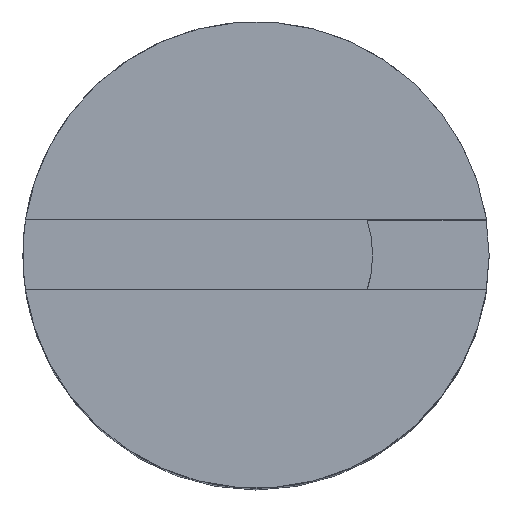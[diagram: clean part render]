
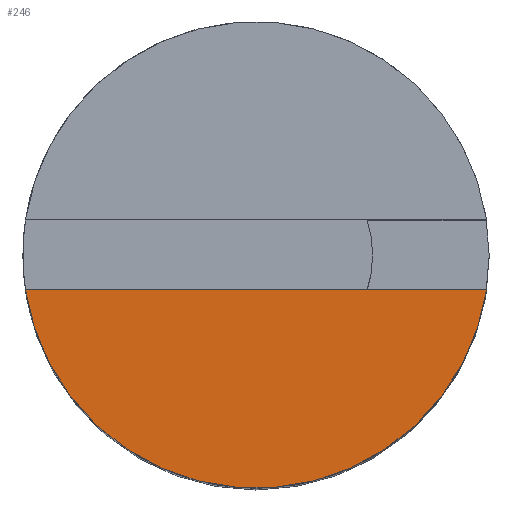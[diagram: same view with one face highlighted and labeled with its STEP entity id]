
A CAD part, top view. The second image highlights one B-rep face of the part: STEP entity #246.
In plain terms, the highlighted planar face has unit normal (0, 0, 1).
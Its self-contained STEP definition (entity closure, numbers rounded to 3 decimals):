
#23=PLANE('',#281);
#33=FACE_OUTER_BOUND('',#49,.T.);
#49=EDGE_LOOP('',(#180,#181));
#70=CIRCLE('',#282,10.);
#83=LINE('',#404,#101);
#101=VECTOR('',#323,10.);
#122=VERTEX_POINT('',#402);
#123=VERTEX_POINT('',#403);
#145=EDGE_CURVE('',#122,#123,#83,.T.);
#146=EDGE_CURVE('',#123,#122,#70,.T.);
#180=ORIENTED_EDGE('',*,*,#145,.T.);
#181=ORIENTED_EDGE('',*,*,#146,.T.);
#246=ADVANCED_FACE('',(#33),#23,.T.);
#281=AXIS2_PLACEMENT_3D('',#401,#321,#322);
#282=AXIS2_PLACEMENT_3D('',#405,#324,#325);
#321=DIRECTION('center_axis',(0.,0.,1.));
#322=DIRECTION('ref_axis',(1.,0.,0.));
#323=DIRECTION('',(-1.,0.,0.));
#324=DIRECTION('center_axis',(0.,0.,1.));
#325=DIRECTION('ref_axis',(1.,0.,0.));
#401=CARTESIAN_POINT('Origin',(0.,0.,46.));
#402=CARTESIAN_POINT('',(9.887,-1.5,46.));
#403=CARTESIAN_POINT('',(-9.887,-1.5,46.));
#404=CARTESIAN_POINT('',(2.385,-1.5,46.));
#405=CARTESIAN_POINT('Origin',(0.,0.,46.));
